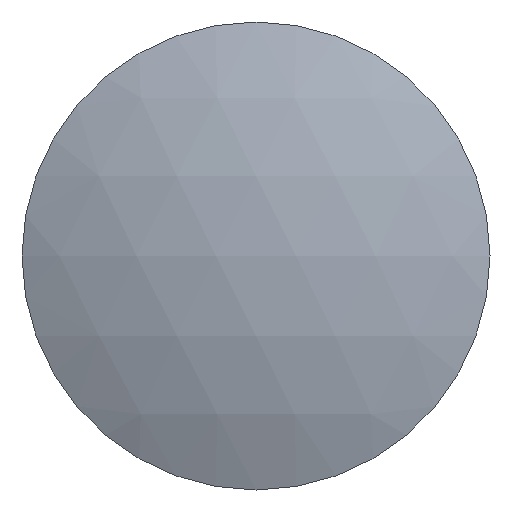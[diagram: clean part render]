
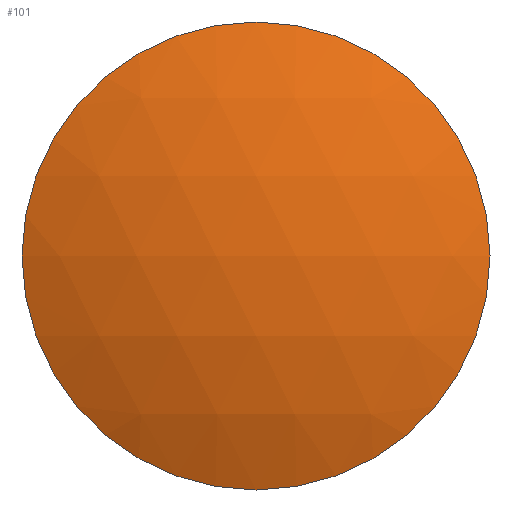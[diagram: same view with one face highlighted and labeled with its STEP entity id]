
A CAD part, front view. The second image highlights one B-rep face of the part: STEP entity #101.
In plain terms, the highlighted spherical face has radius 32.5 mm.
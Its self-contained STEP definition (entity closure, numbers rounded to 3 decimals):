
#85=CARTESIAN_POINT('',(0.0,21.6,0.0));
#86=DIRECTION('',(0.0,0.0,1.0));
#87=DIRECTION('',(1.0,0.0,0.0));
#88=AXIS2_PLACEMENT_3D('',#85,#86,#87);
#89=SPHERICAL_SURFACE('',#88,32.5);
#90=CARTESIAN_POINT('',(-12.7,-8.316,0.0));
#91=VERTEX_POINT('',#90);
#92=CARTESIAN_POINT('',(0.0,-8.316,0.0));
#93=DIRECTION('',(0.0,1.0,0.0));
#94=DIRECTION('',(-1.0,0.0,0.0));
#95=AXIS2_PLACEMENT_3D('',#92,#93,#94);
#96=CIRCLE('',#95,12.7);
#97=EDGE_CURVE('',#91,#91,#96,.T.);
#98=ORIENTED_EDGE('',*,*,#97,.F.);
#99=EDGE_LOOP('',(#98));
#100=FACE_OUTER_BOUND('',#99,.T.);
#101=ADVANCED_FACE('',(#100),#89,.T.);
